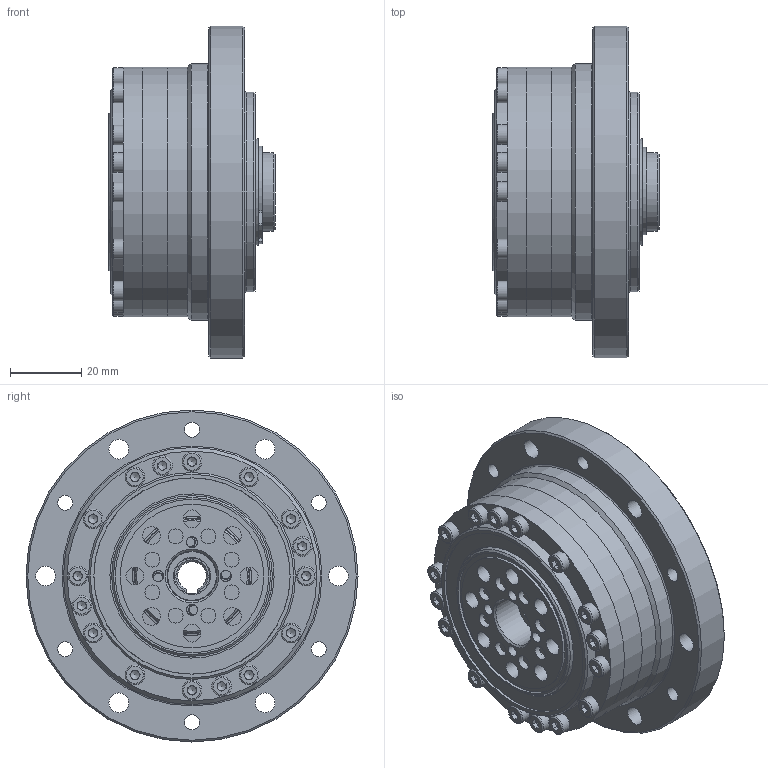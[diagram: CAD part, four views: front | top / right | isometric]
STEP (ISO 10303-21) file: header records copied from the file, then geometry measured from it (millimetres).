
FILE_DESCRIPTION(/* description */ ('STEP AP242','CAx-IF Rec.Pracs.---Representation and Presentation of Product Manufacturing Information (PMI)---4.0---2014-10-13','CAx-IF Rec.Pracs.---3D Tessellated Geometry---0.4---2014-09-14','2;1'),/* implementation_level */ '2;1');
FILE_NAME(/* name */ '6887782d4f7eb859c194c574',/* time_stamp */ '2025-07-28T13:16:30Z',/* author */ (''),/* organization */ (''),/* preprocessor_version */ 'ST-DEVELOPER v20',/* originating_system */ 'ONSHAPE BY PTC INC, 1.201',/* authorisation */ ' ');
FILE_SCHEMA (('AP242_MANAGED_MODEL_BASED_3D_ENGINEERING_MIM_LF { 1 0 10303 442 1 1 4 }'));
Length unit declared in the file: metre
Products named in the file (21): CS-20-I; 3x10??; hexagon socket head cap screws gb_GB_FASTENER_SCREWS_HSHCS M5X16-C; hexagon socket head cap screws gb_GB_FASTENER_SCREWS_HSHCS M3X12-C; 20-??????; 20-120??; 20-120??????_?? <1>; STXB-T20-120-P04_??; STXB-T20-P05_??; STXB-T20-P03_??; STXB-T20-120-P01_??; 20????; STXB-T20-P02_??; circlips for shaft--type a large gb_GB_CONNECTING_PIECE_RING_RRA 22; 20-???? <1>; ????-??-?3; 20-??????-2; 20-??????-1; ????-??-CS-20
Assembly tree (94 placements, depth 3):
  CS-20-I
    3x10??  x4
    hexagon socket head cap screws gb_GB_FASTENER_SCREWS_HSHCS M5X16-C  x8
    hexagon socket head cap screws gb_GB_FASTENER_SCREWS_HSHCS M3X12-C  x16
    20-??????
    20-120??
    20-120??
    20-120??????_?? <1>
      STXB-T20-120-P04_??
      STXB-T20-P05_??
      STXB-T20-P03_??
      STXB-T20-120-P01_??
      20????
      STXB-T20-P02_??
      circlips for shaft--type a large gb_GB_CONNECTING_PIECE_RING_RRA 22
    20-???? <1>
      ????-??-?3  x50
      20-??????
      20-??????-2
      20-??????-1
      ????-??-CS-20
Bounding box: 46.52 x 93 x 93 mm (x, y, z)
Volume: 136313.1 mm3; surface area: 95220.4 mm2
Topology: 92 solids, 92 shells, 1125 faces, 2322 edges, 1440 vertices
Faces by surface type: plane 578, cylinder 281, cone 222, torus 39, bspline 5
Full cylindrical faces by diameter (mm): 2 x2, 2.5 x19, 3 x78, 3.2 x4, 3.5 x28, 4.2 x14, 5 x16, 5.5 x38, 8.5 x8, 10 x1, 14 x3, 21 x1, 22 x2, 22.5 x4, 30 x2, 32 x1, 33.8 x2, 34 x1, 35.56 x1, 38.366 x2, 40.2 x1, 43 x1, 45 x3, 46 x2, 46.399 x2, 49.068 x2, 49.5 x2, 49.547 x1, 49.668 x1, 50.5 x2
Entity records: 14332 total; most frequent: CARTESIAN_POINT 3872, DIRECTION 2165, ORIENTED_EDGE 1340, AXIS2_PLACEMENT_3D 995, FACE_BOUND 931, EDGE_LOOP 914, EDGE_CURVE 670, VERTEX_POINT 589
